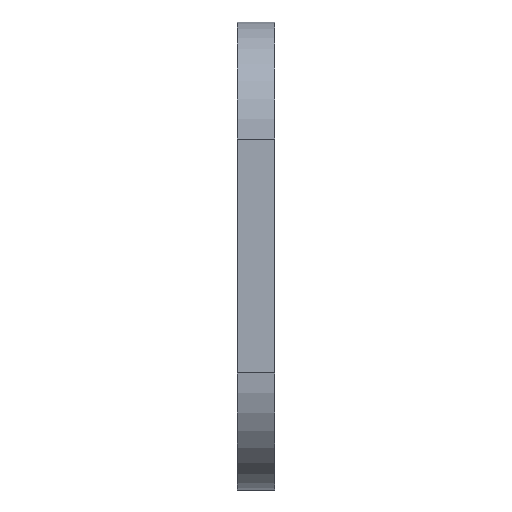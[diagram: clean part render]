
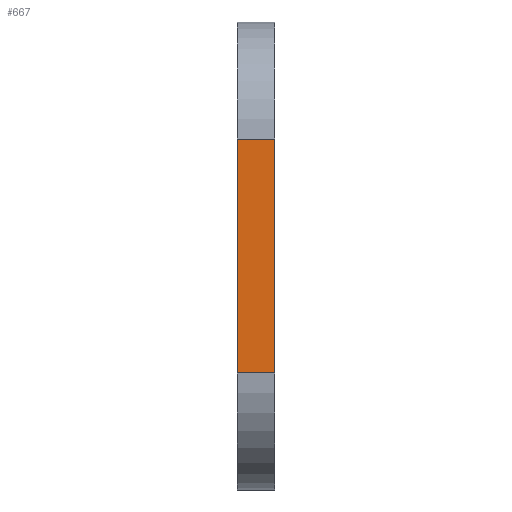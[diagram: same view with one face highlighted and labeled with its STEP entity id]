
A CAD part, front view. The second image highlights one B-rep face of the part: STEP entity #667.
In plain terms, the highlighted planar face has unit normal (0, -1, 0).
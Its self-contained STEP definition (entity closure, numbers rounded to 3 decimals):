
#7 = LINE ( 'NONE', #68, #587 ) ;
#55 = EDGE_CURVE ( 'NONE', #931, #417, #946, .T. ) ;
#66 = CARTESIAN_POINT ( 'NONE',  ( 23.175, 0., -95. ) ) ;
#68 = CARTESIAN_POINT ( 'NONE',  ( 23.175, 0., -125. ) ) ;
#94 = DIRECTION ( 'NONE',  ( -1., 0., 0. ) ) ;
#97 = CARTESIAN_POINT ( 'NONE',  ( 23.175, 0., -95. ) ) ;
#123 = CARTESIAN_POINT ( 'NONE',  ( 20., 0., -95. ) ) ;
#140 = ORIENTED_EDGE ( 'NONE', *, *, #761, .T. ) ;
#142 = VECTOR ( 'NONE', #335, 1000. ) ;
#156 = CARTESIAN_POINT ( 'NONE',  ( 20., 0., -125. ) ) ;
#167 = LINE ( 'NONE', #228, #266 ) ;
#209 = ORIENTED_EDGE ( 'NONE', *, *, #55, .F. ) ;
#220 = DIRECTION ( 'NONE',  ( 1., 0., 0. ) ) ;
#228 = CARTESIAN_POINT ( 'NONE',  ( 23.175, 0., -105. ) ) ;
#229 = ORIENTED_EDGE ( 'NONE', *, *, #911, .T. ) ;
#233 = EDGE_CURVE ( 'NONE', #931, #562, #167, .T. ) ;
#266 = VECTOR ( 'NONE', #94, 1000. ) ;
#274 = DIRECTION ( 'NONE',  ( 0., 0., -1. ) ) ;
#329 = DIRECTION ( 'NONE',  ( 0., 1., 0. ) ) ;
#335 = DIRECTION ( 'NONE',  ( 0., 0., -1. ) ) ;
#417 = VERTEX_POINT ( 'NONE', #507 ) ;
#468 = PLANE ( 'NONE',  #929 ) ;
#488 = VERTEX_POINT ( 'NONE', #156 ) ;
#507 = CARTESIAN_POINT ( 'NONE',  ( 23.175, 0., -125. ) ) ;
#547 = FACE_OUTER_BOUND ( 'NONE', #791, .T. ) ;
#562 = VERTEX_POINT ( 'NONE', #674 ) ;
#572 = LINE ( 'NONE', #123, #142 ) ;
#587 = VECTOR ( 'NONE', #220, 1000. ) ;
#667 = ADVANCED_FACE ( 'NONE', ( #547 ), #468, .F. ) ;
#674 = CARTESIAN_POINT ( 'NONE',  ( 20., 0., -105. ) ) ;
#719 = ORIENTED_EDGE ( 'NONE', *, *, #233, .T. ) ;
#761 = EDGE_CURVE ( 'NONE', #562, #488, #572, .T. ) ;
#791 = EDGE_LOOP ( 'NONE', ( #209, #719, #140, #229 ) ) ;
#841 = DIRECTION ( 'NONE',  ( 0., 0., 1. ) ) ;
#909 = VECTOR ( 'NONE', #274, 1000. ) ;
#911 = EDGE_CURVE ( 'NONE', #488, #417, #7, .T. ) ;
#929 = AXIS2_PLACEMENT_3D ( 'NONE', #97, #329, #841 ) ;
#931 = VERTEX_POINT ( 'NONE', #952 ) ;
#946 = LINE ( 'NONE', #66, #909 ) ;
#952 = CARTESIAN_POINT ( 'NONE',  ( 23.175, 0., -105. ) ) ;
